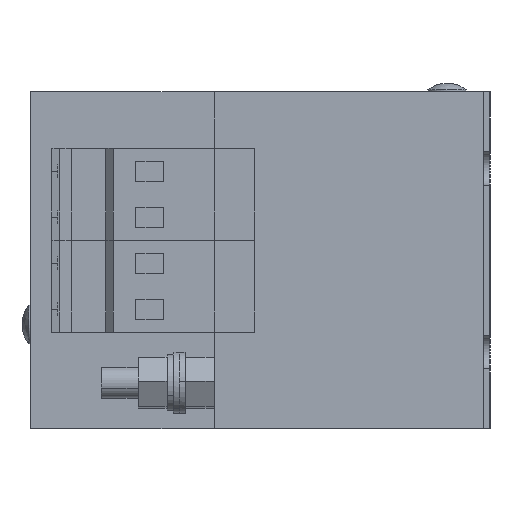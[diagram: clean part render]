
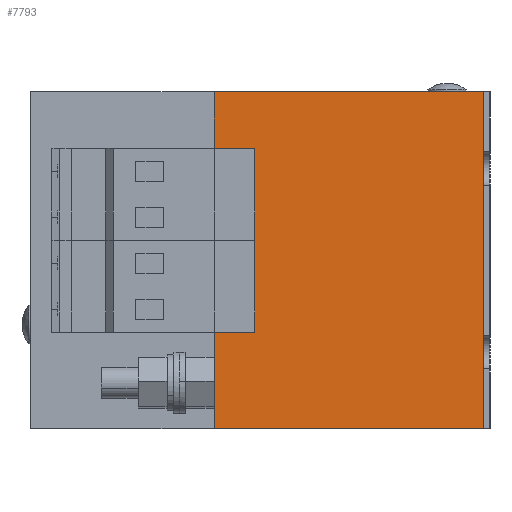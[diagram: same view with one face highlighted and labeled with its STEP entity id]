
A CAD part, left-side view. The second image highlights one B-rep face of the part: STEP entity #7793.
In plain terms, the highlighted planar face has unit normal (-1, 0, 0).
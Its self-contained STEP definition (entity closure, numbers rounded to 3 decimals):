
#229 = ORIENTED_EDGE ( 'NONE', *, *, #663, .F. ) ;
#270 = CARTESIAN_POINT ( 'NONE',  ( -83., 44., -27. ) ) ;
#381 = LINE ( 'NONE', #1686, #5990 ) ;
#397 = EDGE_CURVE ( 'NONE', #5878, #5575, #7571, .T. ) ;
#513 = ORIENTED_EDGE ( 'NONE', *, *, #3430, .T. ) ;
#569 = VECTOR ( 'NONE', #3781, 1000. ) ;
#648 = EDGE_CURVE ( 'NONE', #6237, #5702, #2398, .T. ) ;
#663 = EDGE_CURVE ( 'NONE', #3760, #5702, #7056, .T. ) ;
#802 = EDGE_CURVE ( 'NONE', #6497, #3760, #4616, .T. ) ;
#1045 = CARTESIAN_POINT ( 'NONE',  ( -83., 0., -27. ) ) ;
#1094 = CARTESIAN_POINT ( 'NONE',  ( -83., 44., -27. ) ) ;
#1176 = DIRECTION ( 'NONE',  ( 0., 1., 0. ) ) ;
#1425 = VECTOR ( 'NONE', #1176, 1000. ) ;
#1559 = DIRECTION ( 'NONE',  ( 0., 0., 1. ) ) ;
#1602 = CARTESIAN_POINT ( 'NONE',  ( -83., 44., -27. ) ) ;
#1686 = CARTESIAN_POINT ( 'NONE',  ( -83., 37.386, -27. ) ) ;
#1813 = CARTESIAN_POINT ( 'NONE',  ( -83., 44., -27. ) ) ;
#1895 = EDGE_CURVE ( 'NONE', #7238, #6497, #6935, .T. ) ;
#1935 = VECTOR ( 'NONE', #3942, 1000. ) ;
#2120 = ORIENTED_EDGE ( 'NONE', *, *, #648, .T. ) ;
#2131 = CARTESIAN_POINT ( 'NONE',  ( -83., 0., 28. ) ) ;
#2144 = AXIS2_PLACEMENT_3D ( 'NONE', #1602, #4755, #1559 ) ;
#2198 = CARTESIAN_POINT ( 'NONE',  ( -83., 0., -27. ) ) ;
#2224 = CARTESIAN_POINT ( 'NONE',  ( -83., 37.386, -11.25 ) ) ;
#2398 = LINE ( 'NONE', #1045, #4198 ) ;
#2440 = CARTESIAN_POINT ( 'NONE',  ( -83., 44., 18.75 ) ) ;
#2602 = CARTESIAN_POINT ( 'NONE',  ( -83., 44., -11.25 ) ) ;
#2660 = ORIENTED_EDGE ( 'NONE', *, *, #3493, .T. ) ;
#2672 = CARTESIAN_POINT ( 'NONE',  ( -83., 37.386, 18.75 ) ) ;
#2804 = VERTEX_POINT ( 'NONE', #4487 ) ;
#2904 = DIRECTION ( 'NONE',  ( 0., 0., 1. ) ) ;
#3185 = VECTOR ( 'NONE', #3661, 1000. ) ;
#3229 = CARTESIAN_POINT ( 'NONE',  ( -83., 44., -11.25 ) ) ;
#3430 = EDGE_CURVE ( 'NONE', #7238, #2804, #381, .T. ) ;
#3493 = EDGE_CURVE ( 'NONE', #5878, #6237, #6894, .T. ) ;
#3550 = ORIENTED_EDGE ( 'NONE', *, *, #397, .F. ) ;
#3661 = DIRECTION ( 'NONE',  ( 0., -1., 0. ) ) ;
#3760 = VERTEX_POINT ( 'NONE', #4708 ) ;
#3781 = DIRECTION ( 'NONE',  ( 0., -1., 0. ) ) ;
#3942 = DIRECTION ( 'NONE',  ( 0., 1., 0. ) ) ;
#4072 = DIRECTION ( 'NONE',  ( 0., 0., -1. ) ) ;
#4198 = VECTOR ( 'NONE', #2904, 1000. ) ;
#4472 = VECTOR ( 'NONE', #7098, 1000. ) ;
#4487 = CARTESIAN_POINT ( 'NONE',  ( -83., 37.386, 3.75 ) ) ;
#4616 = LINE ( 'NONE', #6630, #4472 ) ;
#4708 = CARTESIAN_POINT ( 'NONE',  ( -83., 44., 28. ) ) ;
#4755 = DIRECTION ( 'NONE',  ( -1., 0., 0. ) ) ;
#4816 = EDGE_LOOP ( 'NONE', ( #6951, #5470, #3550, #2660, #2120, #229, #7253, #6662, #513 ) ) ;
#5254 = CARTESIAN_POINT ( 'NONE',  ( -83., 44., 18.75 ) ) ;
#5332 = LINE ( 'NONE', #7262, #8027 ) ;
#5381 = EDGE_CURVE ( 'NONE', #2804, #5524, #5332, .T. ) ;
#5470 = ORIENTED_EDGE ( 'NONE', *, *, #6919, .T. ) ;
#5524 = VERTEX_POINT ( 'NONE', #2224 ) ;
#5575 = VERTEX_POINT ( 'NONE', #3229 ) ;
#5702 = VERTEX_POINT ( 'NONE', #2131 ) ;
#5878 = VERTEX_POINT ( 'NONE', #270 ) ;
#5990 = VECTOR ( 'NONE', #6098, 1000. ) ;
#6098 = DIRECTION ( 'NONE',  ( 0., 0., -1. ) ) ;
#6219 = FACE_OUTER_BOUND ( 'NONE', #4816, .T. ) ;
#6237 = VERTEX_POINT ( 'NONE', #2198 ) ;
#6257 = CARTESIAN_POINT ( 'NONE',  ( -83., 44., 28. ) ) ;
#6497 = VERTEX_POINT ( 'NONE', #5254 ) ;
#6558 = DIRECTION ( 'NONE',  ( 0., 0., 1. ) ) ;
#6630 = CARTESIAN_POINT ( 'NONE',  ( -83., 44., -27. ) ) ;
#6662 = ORIENTED_EDGE ( 'NONE', *, *, #1895, .F. ) ;
#6894 = LINE ( 'NONE', #1094, #3185 ) ;
#6919 = EDGE_CURVE ( 'NONE', #5524, #5575, #7135, .T. ) ;
#6935 = LINE ( 'NONE', #2440, #1425 ) ;
#6951 = ORIENTED_EDGE ( 'NONE', *, *, #5381, .T. ) ;
#7056 = LINE ( 'NONE', #6257, #569 ) ;
#7098 = DIRECTION ( 'NONE',  ( 0., 0., 1. ) ) ;
#7135 = LINE ( 'NONE', #2602, #1935 ) ;
#7238 = VERTEX_POINT ( 'NONE', #2672 ) ;
#7253 = ORIENTED_EDGE ( 'NONE', *, *, #802, .F. ) ;
#7262 = CARTESIAN_POINT ( 'NONE',  ( -83., 37.386, -27. ) ) ;
#7571 = LINE ( 'NONE', #1813, #7983 ) ;
#7793 = ADVANCED_FACE ( 'NONE', ( #6219 ), #8073, .T. ) ;
#7983 = VECTOR ( 'NONE', #6558, 1000. ) ;
#8027 = VECTOR ( 'NONE', #4072, 1000. ) ;
#8073 = PLANE ( 'NONE',  #2144 ) ;
